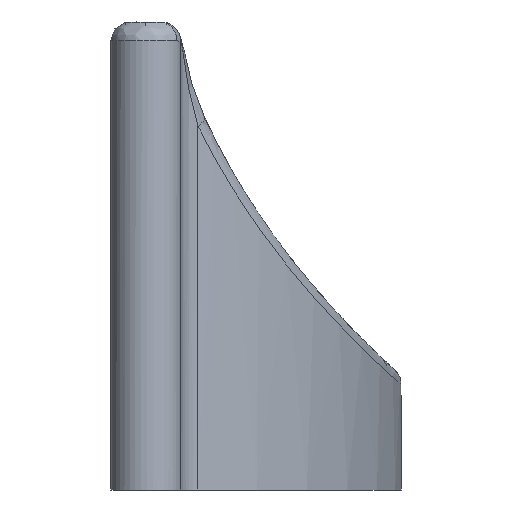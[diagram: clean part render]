
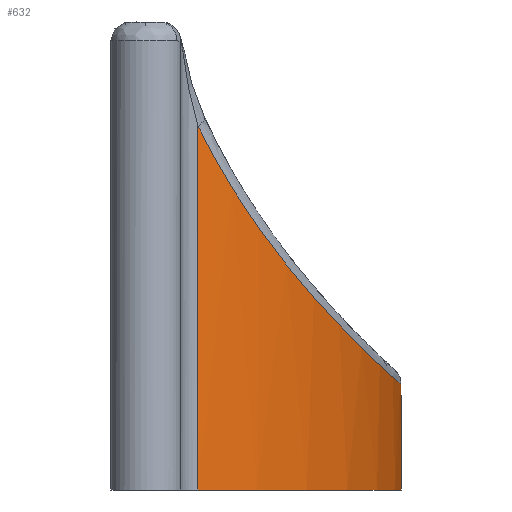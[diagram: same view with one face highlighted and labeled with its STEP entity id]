
A CAD part, left-side view. The second image highlights one B-rep face of the part: STEP entity #632.
In plain terms, the highlighted cylindrical face has radius 75.565 mm (diameter 151.13 mm), a partial arc.
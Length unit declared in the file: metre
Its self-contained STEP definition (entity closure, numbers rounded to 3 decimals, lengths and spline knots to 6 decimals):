
#33=CYLINDRICAL_SURFACE('',#691,0.075565);
#54=LINE('',#1096,#84);
#55=LINE('',#1127,#85);
#84=VECTOR('',#767,1.);
#85=VECTOR('',#768,1.);
#102=CIRCLE('',#683,0.075565);
#140=FACE_OUTER_BOUND('',#179,.T.);
#179=EDGE_LOOP('',(#458,#459,#460,#461));
#219=B_SPLINE_CURVE_WITH_KNOTS('',3,(#1098,#1099,#1100,#1101,#1102,#1103,
#1104,#1105,#1106,#1107,#1108,#1109,#1110,#1111,#1112,#1113,#1114,#1115,
#1116,#1117,#1118,#1119,#1120,#1121,#1122,#1123,#1124,#1125,#1126),
 .UNSPECIFIED.,.F.,.F.,(4,1,1,1,1,1,1,1,1,1,1,1,1,1,1,1,1,1,1,1,1,1,1,1,
1,1,4),(0.,0.011069,0.016603,0.022137,0.033206,
0.03874,0.044275,0.055343,0.060878,
0.066412,0.071946,0.077481,0.083015,
0.088549,0.099618,0.110687,0.116221,
0.121755,0.12729,0.132824,0.138358,
0.143893,0.149427,0.154961,0.160496,
0.16603,0.177099),.UNSPECIFIED.);
#265=VERTEX_POINT('',#876);
#266=VERTEX_POINT('',#878);
#288=VERTEX_POINT('',#1095);
#289=VERTEX_POINT('',#1097);
#329=EDGE_CURVE('',#266,#265,#102,.T.);
#354=EDGE_CURVE('',#265,#288,#54,.T.);
#355=EDGE_CURVE('',#288,#289,#219,.T.);
#356=EDGE_CURVE('',#289,#266,#55,.F.);
#458=ORIENTED_EDGE('',*,*,#354,.T.);
#459=ORIENTED_EDGE('',*,*,#355,.T.);
#460=ORIENTED_EDGE('',*,*,#356,.T.);
#461=ORIENTED_EDGE('',*,*,#329,.T.);
#632=ADVANCED_FACE('',(#140),#33,.T.);
#683=AXIS2_PLACEMENT_3D('',#879,#734,#735);
#691=AXIS2_PLACEMENT_3D('',#1094,#765,#766);
#734=DIRECTION('center_axis',(0.,0.,1.));
#735=DIRECTION('ref_axis',(1.,0.,0.));
#765=DIRECTION('center_axis',(0.,0.,1.));
#766=DIRECTION('ref_axis',(1.,0.,0.));
#767=DIRECTION('',(0.,0.,1.));
#768=DIRECTION('',(0.,0.,1.));
#876=CARTESIAN_POINT('',(0.112475,0.016077,0.));
#878=CARTESIAN_POINT('',(-0.012507,0.016077,0.));
#879=CARTESIAN_POINT('Origin',(0.049984,0.058562,0.));
#1094=CARTESIAN_POINT('Origin',(0.049984,0.058562,0.));
#1095=CARTESIAN_POINT('',(0.112475,0.016077,0.059214));
#1096=CARTESIAN_POINT('',(0.112475,0.016077,0.));
#1097=CARTESIAN_POINT('',(-0.012507,0.016077,0.059213));
#1098=CARTESIAN_POINT('Ctrl Pts',(0.112475,0.016077,
0.059214));
#1099=CARTESIAN_POINT('Ctrl Pts',(0.111416,0.014519,
0.056007));
#1100=CARTESIAN_POINT('Ctrl Pts',(0.109576,0.012,0.051422));
#1101=CARTESIAN_POINT('Ctrl Pts',(0.106531,0.008391,
0.045747));
#1102=CARTESIAN_POINT('Ctrl Pts',(0.103033,0.004637,
0.040344));
#1103=CARTESIAN_POINT('Ctrl Pts',(0.098929,0.000858,
0.035523));
#1104=CARTESIAN_POINT('Ctrl Pts',(0.094145,-0.002815,
0.031248));
#1105=CARTESIAN_POINT('Ctrl Pts',(0.088878,-0.006364,
0.027346));
#1106=CARTESIAN_POINT('Ctrl Pts',(0.083099,-0.009508,
0.024147));
#1107=CARTESIAN_POINT('Ctrl Pts',(0.076765,-0.012164,
0.021578));
#1108=CARTESIAN_POINT('Ctrl Pts',(0.071688,-0.013886,
0.019961));
#1109=CARTESIAN_POINT('Ctrl Pts',(0.066466,-0.01525,
0.018713));
#1110=CARTESIAN_POINT('Ctrl Pts',(0.061128,-0.016243,
0.01782));
#1111=CARTESIAN_POINT('Ctrl Pts',(0.055671,-0.016858,
0.017273));
#1112=CARTESIAN_POINT('Ctrl Pts',(0.0482,-0.017142,
0.017023));
#1113=CARTESIAN_POINT('Ctrl Pts',(0.03906,-0.01648,
0.017605));
#1114=CARTESIAN_POINT('Ctrl Pts',(0.030078,-0.014488,
0.019398));
#1115=CARTESIAN_POINT('Ctrl Pts',(0.023396,-0.012235,
0.02151));
#1116=CARTESIAN_POINT('Ctrl Pts',(0.018594,-0.01024,
0.023437));
#1117=CARTESIAN_POINT('Ctrl Pts',(0.014019,-0.007958,
0.025725));
#1118=CARTESIAN_POINT('Ctrl Pts',(0.009796,-0.00549,
0.028307));
#1119=CARTESIAN_POINT('Ctrl Pts',(0.005887,-0.00286,
0.031198));
#1120=CARTESIAN_POINT('Ctrl Pts',(0.002267,-0.000088,
0.034421));
#1121=CARTESIAN_POINT('Ctrl Pts',(-0.001003,0.002739,
0.037922));
#1122=CARTESIAN_POINT('Ctrl Pts',(-0.003922,0.005559,
0.041673));
#1123=CARTESIAN_POINT('Ctrl Pts',(-0.006523,0.008346,
0.04568));
#1124=CARTESIAN_POINT('Ctrl Pts',(-0.009599,0.011987,
0.051397));
#1125=CARTESIAN_POINT('Ctrl Pts',(-0.011447,0.014518,
0.056004));
#1126=CARTESIAN_POINT('Ctrl Pts',(-0.012507,0.016077,
0.059213));
#1127=CARTESIAN_POINT('',(-0.012507,0.016077,0.));
